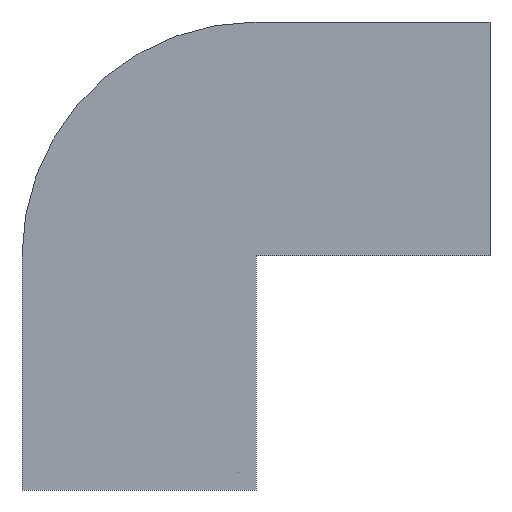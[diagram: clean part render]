
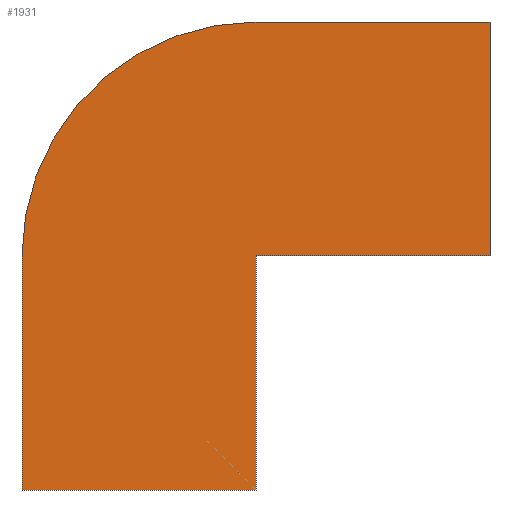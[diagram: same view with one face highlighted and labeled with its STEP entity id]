
A CAD part, front view. The second image highlights one B-rep face of the part: STEP entity #1931.
In plain terms, the highlighted planar face has unit normal (0, -1, 0).
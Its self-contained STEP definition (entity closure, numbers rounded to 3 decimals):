
#98 = CARTESIAN_POINT ( 'NONE',  ( -40., -2.6, 0. ) ) ;
#193 = ORIENTED_EDGE ( 'NONE', *, *, #2604, .F. ) ;
#390 = VECTOR ( 'NONE', #2338, 1000. ) ;
#504 = DIRECTION ( 'NONE',  ( 0., 1., 0. ) ) ;
#555 = CARTESIAN_POINT ( 'NONE',  ( 0., -2.6, 0. ) ) ;
#661 = LINE ( 'NONE', #2705, #1322 ) ;
#708 = CARTESIAN_POINT ( 'NONE',  ( -40., -2.6, -40. ) ) ;
#847 = CARTESIAN_POINT ( 'NONE',  ( 0., -2.6, 0. ) ) ;
#861 = CIRCLE ( 'NONE', #3987, 40. ) ;
#880 = LINE ( 'NONE', #1565, #2565 ) ;
#982 = CARTESIAN_POINT ( 'NONE',  ( 0., -2.6, 0. ) ) ;
#1040 = VECTOR ( 'NONE', #1498, 1000. ) ;
#1168 = DIRECTION ( 'NONE',  ( 0., 0., -1. ) ) ;
#1305 = VERTEX_POINT ( 'NONE', #2666 ) ;
#1322 = VECTOR ( 'NONE', #2381, 1000. ) ;
#1327 = EDGE_CURVE ( 'NONE', #1519, #4119, #2077, .T. ) ;
#1352 = VECTOR ( 'NONE', #4226, 1000. ) ;
#1359 = VECTOR ( 'NONE', #2528, 1000. ) ;
#1394 = ORIENTED_EDGE ( 'NONE', *, *, #2801, .F. ) ;
#1454 = CARTESIAN_POINT ( 'NONE',  ( 0., -2.6, 0. ) ) ;
#1493 = VERTEX_POINT ( 'NONE', #708 ) ;
#1498 = DIRECTION ( 'NONE',  ( 0., 0., 1. ) ) ;
#1519 = VERTEX_POINT ( 'NONE', #555 ) ;
#1532 = LINE ( 'NONE', #847, #1352 ) ;
#1565 = CARTESIAN_POINT ( 'NONE',  ( 40., -2.6, 0. ) ) ;
#1642 = ORIENTED_EDGE ( 'NONE', *, *, #1327, .F. ) ;
#1813 = ORIENTED_EDGE ( 'NONE', *, *, #1826, .F. ) ;
#1826 = EDGE_CURVE ( 'NONE', #2197, #1519, #1532, .T. ) ;
#1931 = ADVANCED_FACE ( 'NONE', ( #2285 ), #2616, .T. ) ;
#2077 = LINE ( 'NONE', #982, #390 ) ;
#2197 = VERTEX_POINT ( 'NONE', #3729 ) ;
#2276 = AXIS2_PLACEMENT_3D ( 'NONE', #2966, #3641, #3977 ) ;
#2285 = FACE_OUTER_BOUND ( 'NONE', #2380, .T. ) ;
#2338 = DIRECTION ( 'NONE',  ( 0., 0., -1. ) ) ;
#2380 = EDGE_LOOP ( 'NONE', ( #1813, #2916, #193, #1394, #3325, #2971, #1642 ) ) ;
#2381 = DIRECTION ( 'NONE',  ( 1., 0., 0. ) ) ;
#2434 = VERTEX_POINT ( 'NONE', #98 ) ;
#2437 = CARTESIAN_POINT ( 'NONE',  ( 0., -2.6, -40. ) ) ;
#2528 = DIRECTION ( 'NONE',  ( -1., 0., 0. ) ) ;
#2531 = EDGE_CURVE ( 'NONE', #1493, #2434, #4292, .T. ) ;
#2534 = DIRECTION ( 'NONE',  ( 0., 0., -1. ) ) ;
#2565 = VECTOR ( 'NONE', #1168, 1000. ) ;
#2604 = EDGE_CURVE ( 'NONE', #3388, #1305, #661, .T. ) ;
#2616 = PLANE ( 'NONE',  #2276 ) ;
#2666 = CARTESIAN_POINT ( 'NONE',  ( 40., -2.6, 40. ) ) ;
#2705 = CARTESIAN_POINT ( 'NONE',  ( 40., -2.6, 40. ) ) ;
#2801 = EDGE_CURVE ( 'NONE', #2434, #3388, #861, .T. ) ;
#2916 = ORIENTED_EDGE ( 'NONE', *, *, #3898, .F. ) ;
#2966 = CARTESIAN_POINT ( 'NONE',  ( 0., -2.6, 0. ) ) ;
#2971 = ORIENTED_EDGE ( 'NONE', *, *, #3160, .F. ) ;
#3160 = EDGE_CURVE ( 'NONE', #4119, #1493, #3191, .T. ) ;
#3173 = CARTESIAN_POINT ( 'NONE',  ( 0., -2.6, -40. ) ) ;
#3191 = LINE ( 'NONE', #3173, #1359 ) ;
#3325 = ORIENTED_EDGE ( 'NONE', *, *, #2531, .F. ) ;
#3388 = VERTEX_POINT ( 'NONE', #3456 ) ;
#3456 = CARTESIAN_POINT ( 'NONE',  ( 0., -2.6, 40. ) ) ;
#3598 = CARTESIAN_POINT ( 'NONE',  ( -40., -2.6, -40. ) ) ;
#3641 = DIRECTION ( 'NONE',  ( 0., -1., 0. ) ) ;
#3729 = CARTESIAN_POINT ( 'NONE',  ( 40., -2.6, 0. ) ) ;
#3898 = EDGE_CURVE ( 'NONE', #1305, #2197, #880, .T. ) ;
#3977 = DIRECTION ( 'NONE',  ( 0., 0., -1. ) ) ;
#3987 = AXIS2_PLACEMENT_3D ( 'NONE', #1454, #504, #2534 ) ;
#4119 = VERTEX_POINT ( 'NONE', #2437 ) ;
#4226 = DIRECTION ( 'NONE',  ( -1., 0., 0. ) ) ;
#4292 = LINE ( 'NONE', #3598, #1040 ) ;
